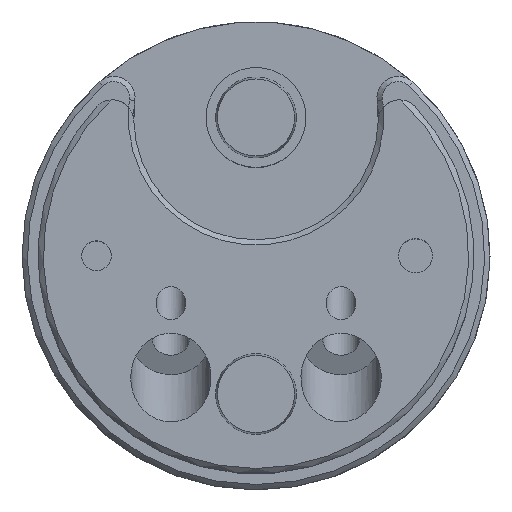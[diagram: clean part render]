
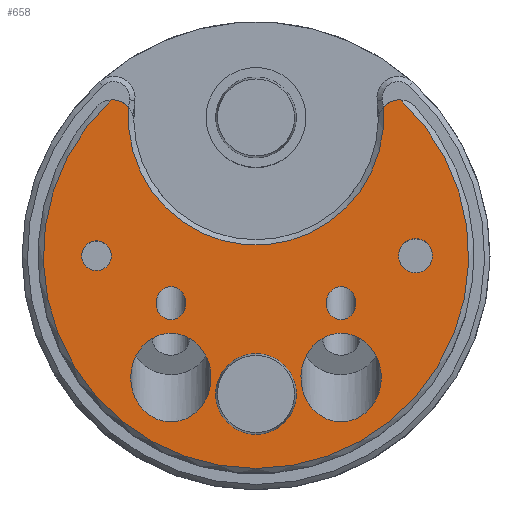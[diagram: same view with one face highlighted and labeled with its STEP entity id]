
A CAD part, top view. The second image highlights one B-rep face of the part: STEP entity #658.
In plain terms, the highlighted planar face has unit normal (0, 0, 1).
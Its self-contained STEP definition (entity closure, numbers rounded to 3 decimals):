
#15=ELLIPSE('',#746,4.165,3.775);
#16=ELLIPSE('',#747,1.545,1.4);
#17=ELLIPSE('',#748,4.165,3.775);
#18=ELLIPSE('',#749,1.545,1.4);
#40=FACE_BOUND('',#133,.T.);
#41=FACE_BOUND('',#134,.T.);
#42=FACE_BOUND('',#135,.T.);
#43=FACE_BOUND('',#136,.T.);
#44=FACE_BOUND('',#137,.T.);
#45=FACE_BOUND('',#138,.T.);
#46=FACE_BOUND('',#139,.T.);
#60=PLANE('',#743);
#84=FACE_OUTER_BOUND('',#132,.T.);
#132=EDGE_LOOP('',(#488,#489,#490,#491));
#133=EDGE_LOOP('',(#492));
#134=EDGE_LOOP('',(#493));
#135=EDGE_LOOP('',(#494));
#136=EDGE_LOOP('',(#495));
#137=EDGE_LOOP('',(#496));
#138=EDGE_LOOP('',(#497));
#139=EDGE_LOOP('',(#498));
#242=CIRCLE('',#715,1.6);
#244=CIRCLE('',#719,1.4);
#256=CIRCLE('',#736,3.797);
#257=CIRCLE('',#739,2.);
#259=CIRCLE('',#742,12.);
#260=CIRCLE('',#744,20.);
#261=CIRCLE('',#745,2.);
#293=VERTEX_POINT('',#1059);
#295=VERTEX_POINT('',#1066);
#310=VERTEX_POINT('',#1104);
#311=VERTEX_POINT('',#1109);
#312=VERTEX_POINT('',#1110);
#316=VERTEX_POINT('',#1142);
#317=VERTEX_POINT('',#1153);
#318=VERTEX_POINT('',#1156);
#319=VERTEX_POINT('',#1158);
#320=VERTEX_POINT('',#1160);
#321=VERTEX_POINT('',#1162);
#353=EDGE_CURVE('',#293,#293,#242,.T.);
#356=EDGE_CURVE('',#295,#295,#244,.T.);
#375=EDGE_CURVE('',#310,#310,#256,.T.);
#376=EDGE_CURVE('',#311,#312,#257,.T.);
#382=EDGE_CURVE('',#311,#316,#259,.T.);
#384=EDGE_CURVE('',#317,#312,#260,.T.);
#385=EDGE_CURVE('',#316,#317,#261,.T.);
#386=EDGE_CURVE('',#318,#318,#15,.T.);
#387=EDGE_CURVE('',#319,#319,#16,.T.);
#388=EDGE_CURVE('',#320,#320,#17,.T.);
#389=EDGE_CURVE('',#321,#321,#18,.T.);
#488=ORIENTED_EDGE('',*,*,#376,.T.);
#489=ORIENTED_EDGE('',*,*,#384,.F.);
#490=ORIENTED_EDGE('',*,*,#385,.F.);
#491=ORIENTED_EDGE('',*,*,#382,.F.);
#492=ORIENTED_EDGE('',*,*,#353,.T.);
#493=ORIENTED_EDGE('',*,*,#356,.T.);
#494=ORIENTED_EDGE('',*,*,#375,.T.);
#495=ORIENTED_EDGE('',*,*,#386,.T.);
#496=ORIENTED_EDGE('',*,*,#387,.T.);
#497=ORIENTED_EDGE('',*,*,#388,.T.);
#498=ORIENTED_EDGE('',*,*,#389,.T.);
#658=ADVANCED_FACE('',(#84,#40,#41,#42,#43,#44,#45,#46),#60,.T.);
#715=AXIS2_PLACEMENT_3D('',#1060,#822,#823);
#719=AXIS2_PLACEMENT_3D('',#1067,#831,#832);
#736=AXIS2_PLACEMENT_3D('',#1106,#872,#873);
#739=AXIS2_PLACEMENT_3D('',#1111,#878,#879);
#742=AXIS2_PLACEMENT_3D('',#1143,#885,#886);
#743=AXIS2_PLACEMENT_3D('',#1152,#887,#888);
#744=AXIS2_PLACEMENT_3D('',#1154,#889,#890);
#745=AXIS2_PLACEMENT_3D('',#1155,#891,#892);
#746=AXIS2_PLACEMENT_3D('',#1157,#893,#894);
#747=AXIS2_PLACEMENT_3D('',#1159,#895,#896);
#748=AXIS2_PLACEMENT_3D('',#1161,#897,#898);
#749=AXIS2_PLACEMENT_3D('',#1163,#899,#900);
#822=DIRECTION('center_axis',(0.,0.,-1.));
#823=DIRECTION('ref_axis',(1.,0.,0.));
#831=DIRECTION('center_axis',(0.,0.,-1.));
#832=DIRECTION('ref_axis',(1.,0.,0.));
#872=DIRECTION('center_axis',(0.,0.,-1.));
#873=DIRECTION('ref_axis',(1.,0.,0.));
#878=DIRECTION('center_axis',(0.,0.,1.));
#879=DIRECTION('ref_axis',(0.356,0.935,0.));
#885=DIRECTION('center_axis',(0.,0.,1.));
#886=DIRECTION('ref_axis',(-1.,0.,0.));
#887=DIRECTION('center_axis',(0.,0.,1.));
#888=DIRECTION('ref_axis',(1.,0.,0.));
#889=DIRECTION('center_axis',(0.,0.,-1.));
#890=DIRECTION('ref_axis',(1.,0.,0.));
#891=DIRECTION('center_axis',(0.,0.,-1.));
#892=DIRECTION('ref_axis',(-0.356,0.935,0.));
#893=DIRECTION('center_axis',(0.,0.,-1.));
#894=DIRECTION('ref_axis',(0.,-1.,0.));
#895=DIRECTION('center_axis',(0.,0.,-1.));
#896=DIRECTION('ref_axis',(0.,-1.,0.));
#897=DIRECTION('center_axis',(0.,0.,-1.));
#898=DIRECTION('ref_axis',(0.,-1.,0.));
#899=DIRECTION('center_axis',(0.,0.,-1.));
#900=DIRECTION('ref_axis',(0.,-1.,0.));
#1059=CARTESIAN_POINT('',(13.4,0.,15.));
#1060=CARTESIAN_POINT('Origin',(15.,0.,15.));
#1066=CARTESIAN_POINT('',(-16.4,0.,15.));
#1067=CARTESIAN_POINT('Origin',(-15.,0.,15.));
#1104=CARTESIAN_POINT('',(-3.797,-13.,15.));
#1106=CARTESIAN_POINT('Origin',(0.,-13.,15.));
#1109=CARTESIAN_POINT('',(-11.963,13.939,15.));
#1110=CARTESIAN_POINT('',(-13.615,14.65,15.));
#1111=CARTESIAN_POINT('Origin',(-13.496,12.654,15.));
#1142=CARTESIAN_POINT('',(11.963,13.939,15.));
#1143=CARTESIAN_POINT('Origin',(0.,13.,15.));
#1152=CARTESIAN_POINT('Origin',(8.,-2.168,15.));
#1153=CARTESIAN_POINT('',(13.615,14.65,15.));
#1154=CARTESIAN_POINT('Origin',(0.,0.,15.));
#1155=CARTESIAN_POINT('Origin',(13.496,12.654,15.));
#1156=CARTESIAN_POINT('',(8.,-7.293,15.));
#1157=CARTESIAN_POINT('Origin',(8.,-11.458,15.));
#1158=CARTESIAN_POINT('',(8.,-2.919,15.));
#1159=CARTESIAN_POINT('Origin',(8.,-4.464,15.));
#1160=CARTESIAN_POINT('',(-8.,-7.293,15.));
#1161=CARTESIAN_POINT('Origin',(-8.,-11.458,15.));
#1162=CARTESIAN_POINT('',(-8.,-2.919,15.));
#1163=CARTESIAN_POINT('Origin',(-8.,-4.464,15.));
